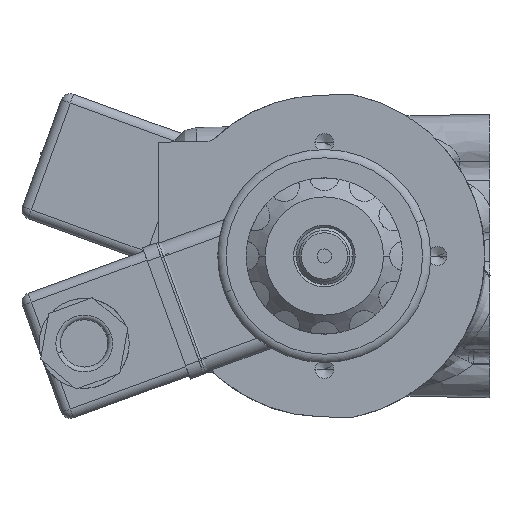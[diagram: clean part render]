
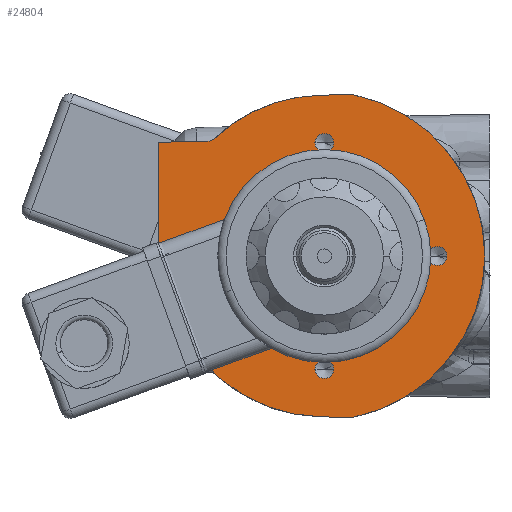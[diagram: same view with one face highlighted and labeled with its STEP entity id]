
A CAD part, left-side view. The second image highlights one B-rep face of the part: STEP entity #24804.
In plain terms, the highlighted planar face has unit normal (-1, 0, 0).
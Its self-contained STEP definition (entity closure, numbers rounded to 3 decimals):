
#5161=DIRECTION('',(0.,0.,1.));
#5162=VECTOR('',#5161,39.787);
#5163=CARTESIAN_POINT('',(-53.,35.,-15.744));
#5164=LINE('',#5163,#5162);
#5266=CARTESIAN_POINT('',(-53.,-5.814,32.106));
#5267=DIRECTION('',(1.,0.,0.));
#5268=DIRECTION('',(0.,0.017,1.));
#5269=AXIS2_PLACEMENT_3D('',#5266,#5267,#5268);
#5282=CARTESIAN_POINT('',(-53.,0.,-23.9));
#5283=DIRECTION('',(-1.,0.,0.));
#5284=DIRECTION('',(0.,1.,0.));
#5285=AXIS2_PLACEMENT_3D('',#5282,#5283,#5284);
#5290=CARTESIAN_POINT('',(-53.,0.,-23.9));
#5291=DIRECTION('',(-1.,0.,0.));
#5292=DIRECTION('',(0.,-1.,0.));
#5293=AXIS2_PLACEMENT_3D('',#5290,#5291,#5292);
#5298=CARTESIAN_POINT('',(-53.,-23.9,0.));
#5299=DIRECTION('',(-1.,0.,0.));
#5300=DIRECTION('',(0.,1.,0.));
#5301=AXIS2_PLACEMENT_3D('',#5298,#5299,#5300);
#5306=CARTESIAN_POINT('',(-53.,-23.9,0.));
#5307=DIRECTION('',(-1.,0.,0.));
#5308=DIRECTION('',(0.,-1.,0.));
#5309=AXIS2_PLACEMENT_3D('',#5306,#5307,#5308);
#5314=CARTESIAN_POINT('',(-53.,0.,23.9));
#5315=DIRECTION('',(-1.,0.,0.));
#5316=DIRECTION('',(0.,1.,0.));
#5317=AXIS2_PLACEMENT_3D('',#5314,#5315,#5316);
#5322=CARTESIAN_POINT('',(-53.,0.,23.9));
#5323=DIRECTION('',(-1.,0.,0.));
#5324=DIRECTION('',(0.,-1.,0.));
#5325=AXIS2_PLACEMENT_3D('',#5322,#5323,#5324);
#5330=CARTESIAN_POINT('',(-53.,0.,0.));
#5331=DIRECTION('',(-1.,0.,0.));
#5332=DIRECTION('',(0.,-1.,0.));
#5333=AXIS2_PLACEMENT_3D('',#5330,#5331,#5332);
#5338=CARTESIAN_POINT('',(-53.,0.,0.));
#5339=DIRECTION('',(-1.,0.,0.));
#5340=DIRECTION('',(0.,1.,0.));
#5341=AXIS2_PLACEMENT_3D('',#5338,#5339,#5340);
#5346=DIRECTION('',(0.,1.,0.017));
#5347=VECTOR('',#5346,3.755);
#5348=CARTESIAN_POINT('',(-53.,31.246,-15.809));
#5349=LINE('',#5348,#5347);
#5623=CARTESIAN_POINT('',(-53.,31.281,-17.799));
#5624=DIRECTION('',(-1.,0.,0.));
#5625=DIRECTION('',(0.,-0.869,0.495));
#5626=AXIS2_PLACEMENT_3D('',#5623,#5624,#5625);
#5639=CARTESIAN_POINT('',(-53.,0.,0.));
#5640=DIRECTION('',(-1.,0.,0.));
#5641=DIRECTION('',(0.,0.017,1.));
#5642=AXIS2_PLACEMENT_3D('',#5639,#5640,#5641);
#5693=CARTESIAN_POINT('',(-53.,0.,0.));
#5694=DIRECTION('',(-1.,0.,0.));
#5695=DIRECTION('',(0.,0.869,-0.495));
#5696=AXIS2_PLACEMENT_3D('',#5693,#5694,#5695);
#5716=CARTESIAN_POINT('',(-53.,24.663,26.224));
#5717=DIRECTION('',(1.,0.,0.));
#5718=DIRECTION('',(0.,-0.685,-0.728));
#5719=AXIS2_PLACEMENT_3D('',#5716,#5717,#5718);
#5724=DIRECTION('',(0.,1.,-0.017));
#5725=VECTOR('',#5724,10.373);
#5726=CARTESIAN_POINT('',(-53.,24.628,24.225));
#5727=LINE('',#5726,#5725);
#5860=DIRECTION('',(0.,1.,-0.017));
#5861=VECTOR('',#5860,6.373);
#5862=CARTESIAN_POINT('',(-53.,-5.779,34.106));
#5863=LINE('',#5862,#5861);
#5887=DIRECTION('',(0.,-1.,-0.017));
#5888=VECTOR('',#5887,6.373);
#5889=CARTESIAN_POINT('',(-53.,0.593,-33.995));
#5890=LINE('',#5889,#5888);
#5921=CARTESIAN_POINT('',(-53.,-5.814,-32.106));
#5922=DIRECTION('',(1.,0.,0.));
#5923=DIRECTION('',(0.,-0.205,-0.979));
#5924=AXIS2_PLACEMENT_3D('',#5921,#5922,#5923);
#5937=CARTESIAN_POINT('',(-53.,0.896,0.));
#5938=DIRECTION('',(-1.,0.,0.));
#5939=DIRECTION('',(0.,-0.205,-0.979));
#5940=AXIS2_PLACEMENT_3D('',#5937,#5938,#5939);
#17829=CARTESIAN_POINT('',(-53.,31.246,-15.809));
#17830=CARTESIAN_POINT('',(-53.,35.,-15.744));
#17831=VERTEX_POINT('',#17829);
#17832=VERTEX_POINT('',#17830);
#17835=CARTESIAN_POINT('',(-53.,24.628,24.225));
#17836=CARTESIAN_POINT('',(-53.,35.,24.044));
#17837=VERTEX_POINT('',#17835);
#17838=VERTEX_POINT('',#17836);
#17923=CARTESIAN_POINT('',(-53.,2.,-23.9));
#17924=CARTESIAN_POINT('',(-53.,-2.,-23.9));
#17925=VERTEX_POINT('',#17923);
#17926=VERTEX_POINT('',#17924);
#17959=CARTESIAN_POINT('',(-53.,-21.9,0.));
#17960=CARTESIAN_POINT('',(-53.,-25.9,0.));
#17961=VERTEX_POINT('',#17959);
#17962=VERTEX_POINT('',#17960);
#17963=CARTESIAN_POINT('',(-53.,2.,23.9));
#17964=CARTESIAN_POINT('',(-53.,-2.,23.9));
#17965=VERTEX_POINT('',#17963);
#17966=VERTEX_POINT('',#17964);
#17967=CARTESIAN_POINT('',(-53.,0.593,-33.995));
#17968=CARTESIAN_POINT('',(-53.,-5.779,-34.106));
#17969=VERTEX_POINT('',#17967);
#17970=VERTEX_POINT('',#17968);
#17971=CARTESIAN_POINT('',(-53.,-6.223,-34.064));
#17972=CARTESIAN_POINT('',(-53.,-6.223,34.064));
#17973=VERTEX_POINT('',#17971);
#17974=VERTEX_POINT('',#17972);
#17975=CARTESIAN_POINT('',(-53.,-5.779,34.106));
#17976=CARTESIAN_POINT('',(-53.,0.593,33.995));
#17977=VERTEX_POINT('',#17975);
#17978=VERTEX_POINT('',#17976);
#17979=CARTESIAN_POINT('',(-53.,23.293,24.767));
#17980=VERTEX_POINT('',#17979);
#17981=CARTESIAN_POINT('',(-53.,29.551,-16.815));
#17982=VERTEX_POINT('',#17981);
#18556=CARTESIAN_POINT('',(-53.,-13.,0.));
#18558=VERTEX_POINT('',#18556);
#18560=CARTESIAN_POINT('',(-53.,13.,0.));
#18562=VERTEX_POINT('',#18560);
#24751=CARTESIAN_POINT('',(-53.,-35.,-40.928));
#24752=DIRECTION('',(1.,0.,0.));
#24753=DIRECTION('',(0.,1.,0.));
#24754=AXIS2_PLACEMENT_3D('',#24751,#24752,#24753);
#24755=PLANE('',#24754);
#24757=ORIENTED_EDGE('',*,*,#24756,.T.);
#24758=ORIENTED_EDGE('',*,*,#24538,.T.);
#24760=ORIENTED_EDGE('',*,*,#24759,.F.);
#24762=ORIENTED_EDGE('',*,*,#24761,.F.);
#24764=ORIENTED_EDGE('',*,*,#24763,.F.);
#24766=ORIENTED_EDGE('',*,*,#24765,.F.);
#24767=ORIENTED_EDGE('',*,*,#24741,.T.);
#24769=ORIENTED_EDGE('',*,*,#24768,.F.);
#24771=ORIENTED_EDGE('',*,*,#24770,.T.);
#24773=ORIENTED_EDGE('',*,*,#24772,.F.);
#24775=ORIENTED_EDGE('',*,*,#24774,.F.);
#24777=ORIENTED_EDGE('',*,*,#24776,.T.);
#24778=EDGE_LOOP('',(#24757,#24758,#24760,#24762,#24764,#24766,#24767,#24769,
#24771,#24773,#24775,#24777));
#24779=FACE_OUTER_BOUND('',#24778,.F.);
#24781=ORIENTED_EDGE('',*,*,#24780,.T.);
#24783=ORIENTED_EDGE('',*,*,#24782,.T.);
#24784=EDGE_LOOP('',(#24781,#24783));
#24785=FACE_BOUND('',#24784,.F.);
#24787=ORIENTED_EDGE('',*,*,#24786,.T.);
#24789=ORIENTED_EDGE('',*,*,#24788,.T.);
#24790=EDGE_LOOP('',(#24787,#24789));
#24791=FACE_BOUND('',#24790,.F.);
#24793=ORIENTED_EDGE('',*,*,#24792,.T.);
#24795=ORIENTED_EDGE('',*,*,#24794,.T.);
#24796=EDGE_LOOP('',(#24793,#24795));
#24797=FACE_BOUND('',#24796,.F.);
#24799=ORIENTED_EDGE('',*,*,#24798,.T.);
#24801=ORIENTED_EDGE('',*,*,#24800,.T.);
#24802=EDGE_LOOP('',(#24799,#24801));
#24803=FACE_BOUND('',#24802,.F.);
#5270=CIRCLE('',#5269,2.);
#5286=CIRCLE('',#5285,2.);
#5294=CIRCLE('',#5293,2.);
#5302=CIRCLE('',#5301,2.);
#5310=CIRCLE('',#5309,2.);
#5318=CIRCLE('',#5317,2.);
#5326=CIRCLE('',#5325,2.);
#5334=CIRCLE('',#5333,13.);
#5342=CIRCLE('',#5341,13.);
#5627=CIRCLE('',#5626,1.99);
#5643=CIRCLE('',#5642,34.);
#5697=CIRCLE('',#5696,34.);
#5720=CIRCLE('',#5719,2.);
#5925=CIRCLE('',#5924,2.);
#5941=CIRCLE('',#5940,34.8);
#24538=EDGE_CURVE('',#17832,#17838,#5164,.T.);
#24741=EDGE_CURVE('',#17977,#17974,#5270,.T.);
#24756=EDGE_CURVE('',#17831,#17832,#5349,.T.);
#24759=EDGE_CURVE('',#17837,#17838,#5727,.T.);
#24761=EDGE_CURVE('',#17980,#17837,#5720,.T.);
#24763=EDGE_CURVE('',#17978,#17980,#5643,.T.);
#24765=EDGE_CURVE('',#17977,#17978,#5863,.T.);
#24768=EDGE_CURVE('',#17973,#17974,#5941,.T.);
#24770=EDGE_CURVE('',#17973,#17970,#5925,.T.);
#24772=EDGE_CURVE('',#17969,#17970,#5890,.T.);
#24774=EDGE_CURVE('',#17982,#17969,#5697,.T.);
#24776=EDGE_CURVE('',#17982,#17831,#5627,.T.);
#24780=EDGE_CURVE('',#17925,#17926,#5286,.T.);
#24782=EDGE_CURVE('',#17926,#17925,#5294,.T.);
#24786=EDGE_CURVE('',#17961,#17962,#5302,.T.);
#24788=EDGE_CURVE('',#17962,#17961,#5310,.T.);
#24792=EDGE_CURVE('',#17965,#17966,#5318,.T.);
#24794=EDGE_CURVE('',#17966,#17965,#5326,.T.);
#24798=EDGE_CURVE('',#18558,#18562,#5334,.T.);
#24800=EDGE_CURVE('',#18562,#18558,#5342,.T.);
#24804=ADVANCED_FACE('',(#24779,#24785,#24791,#24797,#24803),#24755,.F.);
